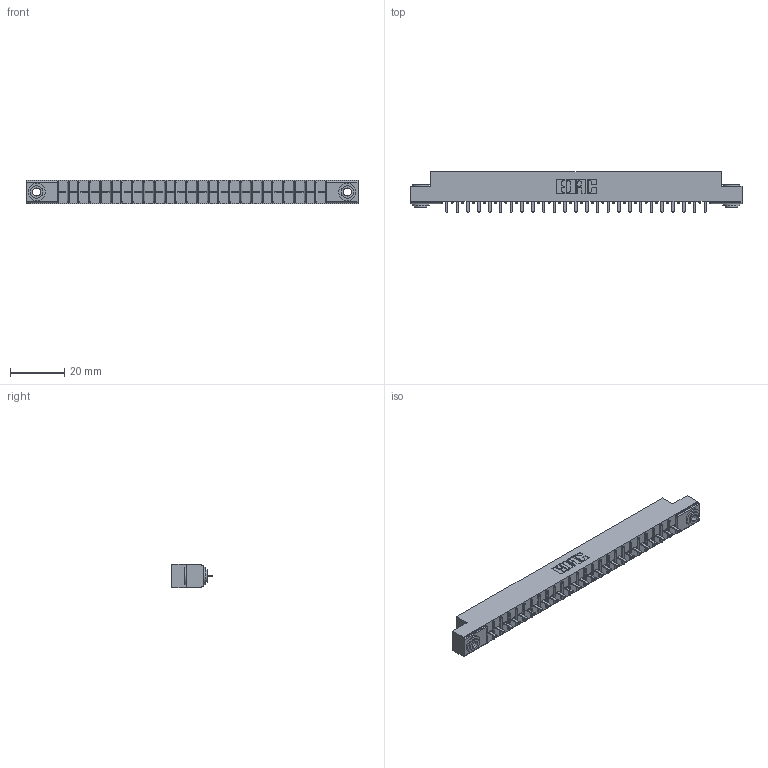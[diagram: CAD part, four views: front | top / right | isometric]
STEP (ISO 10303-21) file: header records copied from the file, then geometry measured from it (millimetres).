
FILE_DESCRIPTION (( 'STEP AP203' ), '1' );
FILE_NAME ('306-025-421-103.STEP', '2020-09-21T22:51:27', ( '' ), ( '' ), 'SwSTEP 2.0', 'SolidWorks 2020', '' );
FILE_SCHEMA (( 'CONFIG_CONTROL_DESIGN' ));
Length unit declared in the file: inch
Products named in the file (4): 306 Part_.156 Dia; 306-290-001_121; 345-250-002_345-250-002-102; 306-025-421-103
Assembly tree (28 placements, depth 2):
  306-025-421-103
    306 Part_.156 Dia
    306-290-001_121  x25
    345-250-002_345-250-002-102  x2
Bounding box: 122.07 x 14.88 x 8.71 mm (x, y, z)
Volume: 8327.2 mm3; surface area: 12494.5 mm2
Topology: 28 solids, 28 shells, 1918 faces, 5353 edges, 3430 vertices
Faces by surface type: plane 1267, cylinder 543, sphere 100, cone 8
Entity records: 26537 total; most frequent: CARTESIAN_POINT 4431, DIRECTION 4385, ORIENTED_EDGE 4382, EDGE_CURVE 2191, VECTOR 1697, LINE 1697, VERTEX_POINT 1390, AXIS2_PLACEMENT_3D 1344
